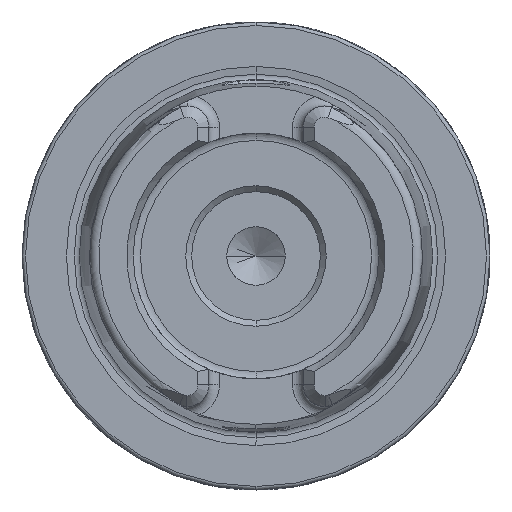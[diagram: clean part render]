
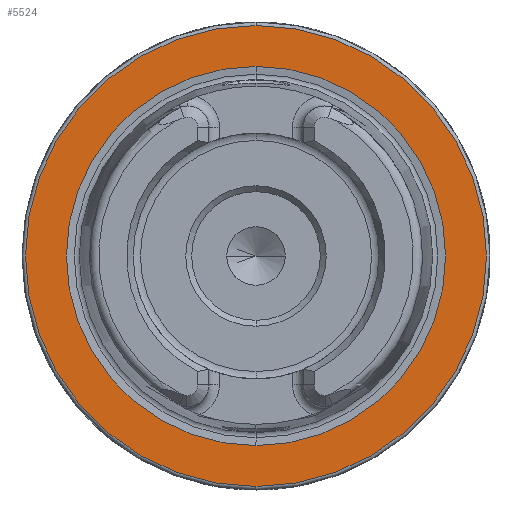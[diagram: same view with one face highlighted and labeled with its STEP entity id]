
A CAD part, left-side view. The second image highlights one B-rep face of the part: STEP entity #5524.
In plain terms, the highlighted planar face has unit normal (-1, 0, 0).
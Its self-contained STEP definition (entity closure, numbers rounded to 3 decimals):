
#54 = ORIENTED_EDGE ( 'NONE', *, *, #392, .T. ) ;
#392 = EDGE_CURVE ( 'NONE', #11832, #11598, #5353, .T. ) ;
#785 = AXIS2_PLACEMENT_3D ( 'NONE', #4199, #10115, #4110 ) ;
#1019 = DIRECTION ( 'NONE',  ( -1., 0., 0. ) ) ;
#1037 = ORIENTED_EDGE ( 'NONE', *, *, #7528, .F. ) ;
#1773 = VERTEX_POINT ( 'NONE', #2372 ) ;
#2372 = CARTESIAN_POINT ( 'NONE',  ( 0., 0., 16.207 ) ) ;
#2479 = CARTESIAN_POINT ( 'NONE',  ( 0., 0., -19.7 ) ) ;
#2758 = CARTESIAN_POINT ( 'NONE',  ( 0., 0., 19.7 ) ) ;
#3353 = DIRECTION ( 'NONE',  ( 0., 0., 1. ) ) ;
#3368 = AXIS2_PLACEMENT_3D ( 'NONE', #5362, #10328, #3353 ) ;
#3796 = AXIS2_PLACEMENT_3D ( 'NONE', #9608, #5545, #10525 ) ;
#3972 = FACE_BOUND ( 'NONE', #10817, .T. ) ;
#4110 = DIRECTION ( 'NONE',  ( 0., 0., 1. ) ) ;
#4199 = CARTESIAN_POINT ( 'NONE',  ( 0., 0., 0. ) ) ;
#4428 = EDGE_CURVE ( 'NONE', #11598, #11832, #9488, .T. ) ;
#5353 = CIRCLE ( 'NONE', #9476, 19.7 ) ;
#5362 = CARTESIAN_POINT ( 'NONE',  ( 0., 0., 0. ) ) ;
#5425 = CIRCLE ( 'NONE', #785, 16.207 ) ;
#5524 = ADVANCED_FACE ( 'NONE', ( #3972, #11705 ), #7690, .F. ) ;
#5545 = DIRECTION ( 'NONE',  ( -1., 0., 0. ) ) ;
#6026 = ORIENTED_EDGE ( 'NONE', *, *, #6526, .F. ) ;
#6141 = ORIENTED_EDGE ( 'NONE', *, *, #4428, .T. ) ;
#6526 = EDGE_CURVE ( 'NONE', #9161, #1773, #5425, .T. ) ;
#7528 = EDGE_CURVE ( 'NONE', #1773, #9161, #12136, .T. ) ;
#7690 = PLANE ( 'NONE',  #7945 ) ;
#7893 = CARTESIAN_POINT ( 'NONE',  ( 0., 0., -16.207 ) ) ;
#7945 = AXIS2_PLACEMENT_3D ( 'NONE', #12746, #8651, #10596 ) ;
#7954 = CARTESIAN_POINT ( 'NONE',  ( 0., 0., 0. ) ) ;
#8095 = DIRECTION ( 'NONE',  ( 0., 0., 1. ) ) ;
#8651 = DIRECTION ( 'NONE',  ( 1., 0., 0. ) ) ;
#9161 = VERTEX_POINT ( 'NONE', #7893 ) ;
#9476 = AXIS2_PLACEMENT_3D ( 'NONE', #7954, #1019, #8095 ) ;
#9488 = CIRCLE ( 'NONE', #3368, 19.7 ) ;
#9608 = CARTESIAN_POINT ( 'NONE',  ( 0., 0., 0. ) ) ;
#10058 = EDGE_LOOP ( 'NONE', ( #6141, #54 ) ) ;
#10115 = DIRECTION ( 'NONE',  ( -1., 0., 0. ) ) ;
#10328 = DIRECTION ( 'NONE',  ( -1., 0., 0. ) ) ;
#10525 = DIRECTION ( 'NONE',  ( 0., 0., 1. ) ) ;
#10596 = DIRECTION ( 'NONE',  ( 0., 0., -1. ) ) ;
#10817 = EDGE_LOOP ( 'NONE', ( #1037, #6026 ) ) ;
#11598 = VERTEX_POINT ( 'NONE', #2758 ) ;
#11705 = FACE_OUTER_BOUND ( 'NONE', #10058, .T. ) ;
#11832 = VERTEX_POINT ( 'NONE', #2479 ) ;
#12136 = CIRCLE ( 'NONE', #3796, 16.207 ) ;
#12746 = CARTESIAN_POINT ( 'NONE',  ( 0., 19.7, 0. ) ) ;
